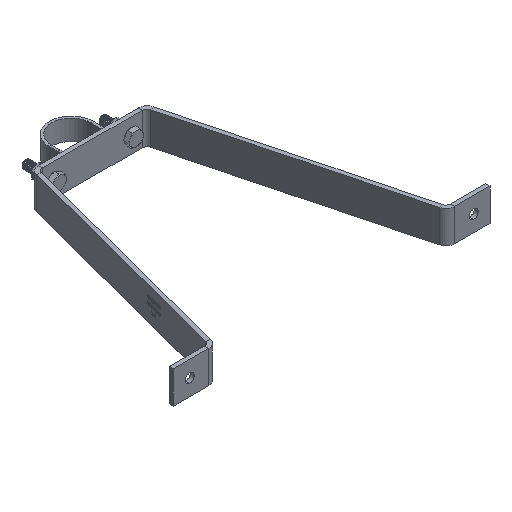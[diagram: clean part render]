
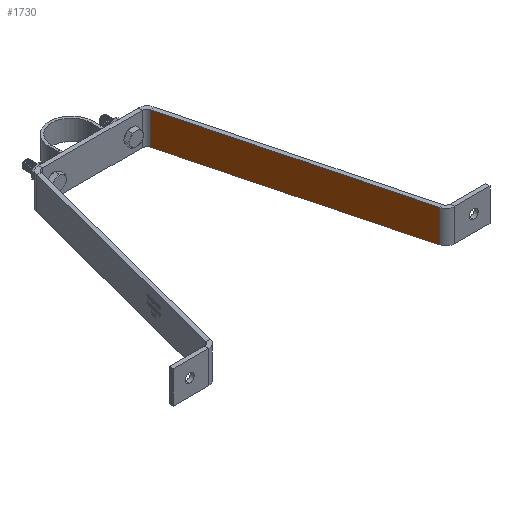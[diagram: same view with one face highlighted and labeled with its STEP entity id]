
A CAD part, isometric view. The second image highlights one B-rep face of the part: STEP entity #1730.
In plain terms, the highlighted planar face has unit normal (-0.968, -0.252, 0).
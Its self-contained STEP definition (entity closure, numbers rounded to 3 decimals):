
#1730 = ADVANCED_FACE ( 'NONE', ( #7119 ), #11181, .F. ) ;
#3134 = CARTESIAN_POINT ( 'NONE',  ( 140.857, -139.274, 20. ) ) ;
#3642 = DIRECTION ( 'NONE',  ( 0.252, -0.968, 0. ) ) ;
#3743 = CARTESIAN_POINT ( 'NONE',  ( 66.136, 147.5, 20. ) ) ;
#4330 = DIRECTION ( 'NONE',  ( -0.252, 0.968, 0. ) ) ;
#5325 = EDGE_LOOP ( 'NONE', ( #16570, #20090, #12855, #13464 ) ) ;
#6140 = VERTEX_POINT ( 'NONE', #11637 ) ;
#6342 = CARTESIAN_POINT ( 'NONE',  ( 66.136, 147.5, -20. ) ) ;
#6919 = EDGE_CURVE ( 'NONE', #22029, #14552, #15076, .T. ) ;
#7119 = FACE_OUTER_BOUND ( 'NONE', #5325, .T. ) ;
#8721 = VECTOR ( 'NONE', #20356, 1000. ) ;
#8996 = VECTOR ( 'NONE', #16575, 1000. ) ;
#10026 = VECTOR ( 'NONE', #10597, 1000. ) ;
#10106 = EDGE_CURVE ( 'NONE', #6140, #10969, #10585, .T. ) ;
#10585 = LINE ( 'NONE', #3134, #8721 ) ;
#10597 = DIRECTION ( 'NONE',  ( 0., 0., -1. ) ) ;
#10672 = DIRECTION ( 'NONE',  ( 0.968, 0.252, 0. ) ) ;
#10969 = VERTEX_POINT ( 'NONE', #18681 ) ;
#11181 = PLANE ( 'NONE',  #13131 ) ;
#11637 = CARTESIAN_POINT ( 'NONE',  ( 140.857, -139.274, -20. ) ) ;
#12347 = LINE ( 'NONE', #20570, #19315 ) ;
#12855 = ORIENTED_EDGE ( 'NONE', *, *, #13025, .F. ) ;
#13025 = EDGE_CURVE ( 'NONE', #22029, #10969, #12347, .T. ) ;
#13131 = AXIS2_PLACEMENT_3D ( 'NONE', #3743, #10672, #4330 ) ;
#13464 = ORIENTED_EDGE ( 'NONE', *, *, #6919, .T. ) ;
#13528 = LINE ( 'NONE', #6342, #8996 ) ;
#14552 = VERTEX_POINT ( 'NONE', #15132 ) ;
#15076 = LINE ( 'NONE', #19046, #10026 ) ;
#15132 = CARTESIAN_POINT ( 'NONE',  ( 67.305, 143.013, -20. ) ) ;
#16570 = ORIENTED_EDGE ( 'NONE', *, *, #18241, .F. ) ;
#16575 = DIRECTION ( 'NONE',  ( -0.252, 0.968, 0. ) ) ;
#18241 = EDGE_CURVE ( 'NONE', #6140, #14552, #13528, .T. ) ;
#18681 = CARTESIAN_POINT ( 'NONE',  ( 140.857, -139.274, 20. ) ) ;
#18853 = CARTESIAN_POINT ( 'NONE',  ( 67.305, 143.013, 20. ) ) ;
#19046 = CARTESIAN_POINT ( 'NONE',  ( 67.305, 143.013, -20. ) ) ;
#19315 = VECTOR ( 'NONE', #3642, 1000. ) ;
#20090 = ORIENTED_EDGE ( 'NONE', *, *, #10106, .T. ) ;
#20356 = DIRECTION ( 'NONE',  ( 0., 0., 1. ) ) ;
#20570 = CARTESIAN_POINT ( 'NONE',  ( 66.136, 147.5, 20. ) ) ;
#22029 = VERTEX_POINT ( 'NONE', #18853 ) ;
